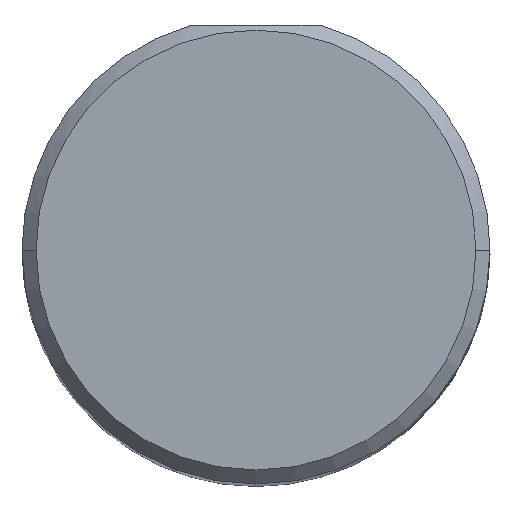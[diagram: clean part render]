
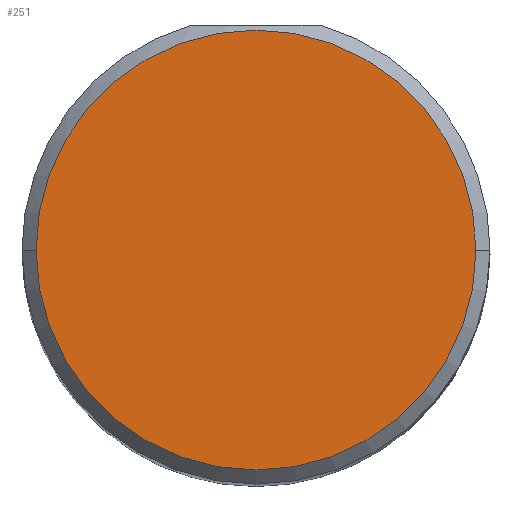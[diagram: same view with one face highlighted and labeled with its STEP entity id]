
A CAD part, top view. The second image highlights one B-rep face of the part: STEP entity #251.
In plain terms, the highlighted planar face has unit normal (0, 0, 1).
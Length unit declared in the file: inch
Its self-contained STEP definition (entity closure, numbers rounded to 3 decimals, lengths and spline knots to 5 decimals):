
#6 = DIRECTION ( 'NONE',  ( 0., 0., 1. ) ) ;
#11 = CARTESIAN_POINT ( 'NONE',  ( 0., 0., 3. ) ) ;
#16 = FACE_OUTER_BOUND ( 'NONE', #235, .T. ) ;
#50 = CARTESIAN_POINT ( 'NONE',  ( 0., 0., 3. ) ) ;
#77 = CARTESIAN_POINT ( 'NONE',  ( -0.235, 0., 3. ) ) ;
#106 = AXIS2_PLACEMENT_3D ( 'NONE', #50, #6, #413 ) ;
#112 = EDGE_CURVE ( 'NONE', #428, #472, #370, .T. ) ;
#132 = CARTESIAN_POINT ( 'NONE',  ( 0., 0., 3. ) ) ;
#136 = DIRECTION ( 'NONE',  ( 0., 0., 1. ) ) ;
#172 = DIRECTION ( 'NONE',  ( 1., 0., 0. ) ) ;
#175 = PLANE ( 'NONE',  #106 ) ;
#221 = AXIS2_PLACEMENT_3D ( 'NONE', #11, #136, #172 ) ;
#235 = EDGE_LOOP ( 'NONE', ( #390, #473 ) ) ;
#251 = ADVANCED_FACE ( 'NONE', ( #16 ), #175, .T. ) ;
#265 = EDGE_CURVE ( 'NONE', #472, #428, #317, .T. ) ;
#288 = DIRECTION ( 'NONE',  ( 0., 0., 1. ) ) ;
#293 = DIRECTION ( 'NONE',  ( 1., 0., 0. ) ) ;
#317 = CIRCLE ( 'NONE', #482, 0.235 ) ;
#355 = CARTESIAN_POINT ( 'NONE',  ( 0.235, 0., 3. ) ) ;
#370 = CIRCLE ( 'NONE', #221, 0.235 ) ;
#390 = ORIENTED_EDGE ( 'NONE', *, *, #265, .T. ) ;
#413 = DIRECTION ( 'NONE',  ( 1., 0., 0. ) ) ;
#428 = VERTEX_POINT ( 'NONE', #355 ) ;
#472 = VERTEX_POINT ( 'NONE', #77 ) ;
#473 = ORIENTED_EDGE ( 'NONE', *, *, #112, .T. ) ;
#482 = AXIS2_PLACEMENT_3D ( 'NONE', #132, #288, #293 ) ;
